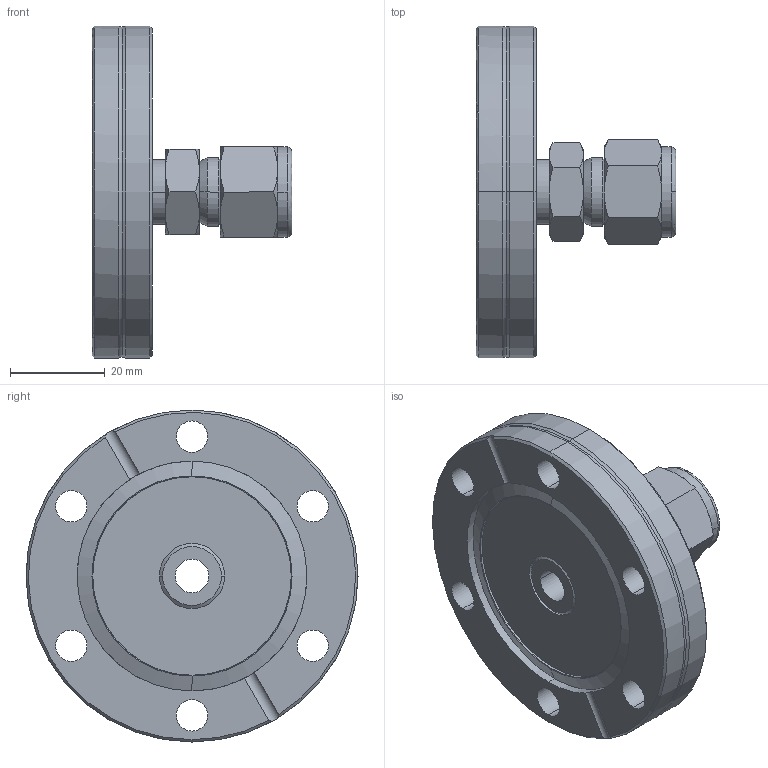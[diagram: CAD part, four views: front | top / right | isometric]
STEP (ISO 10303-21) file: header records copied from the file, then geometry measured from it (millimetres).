
FILE_DESCRIPTION (( 'STEP AP214' ), '1' );
FILE_NAME ('420ASW040-10.stp', '2017-04-21T07:13:16', ( '' ), ( '' ), 'SwSTEP 2.0', 'SolidWorks 2015', '' );
FILE_SCHEMA (( 'AUTOMOTIVE_DESIGN' ));
Length unit declared in the file: millimetre
Products named in the file (1): 420ASW040-10
Bounding box: 42.1 x 69.9 x 69.9 mm (x, y, z)
Volume: 49183.6 mm3; surface area: 16134.4 mm2
Topology: 2 solids, 2 shells, 104 faces, 240 edges, 144 vertices
Faces by surface type: cone 44, cylinder 30, plane 22, torus 6, bspline 2
Entity records: 4543 total; most frequent: CARTESIAN_POINT 997, DIRECTION 508, ORIENTED_EDGE 480, EDGE_CURVE 240, AXIS2_PLACEMENT_3D 223, VERTEX_POINT 144, EDGE_LOOP 124, CIRCLE 120
